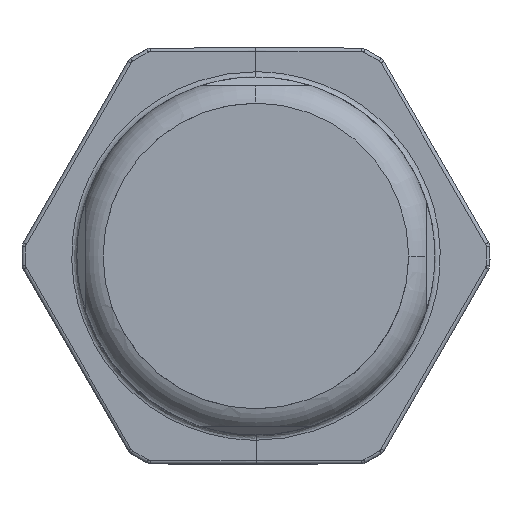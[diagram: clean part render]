
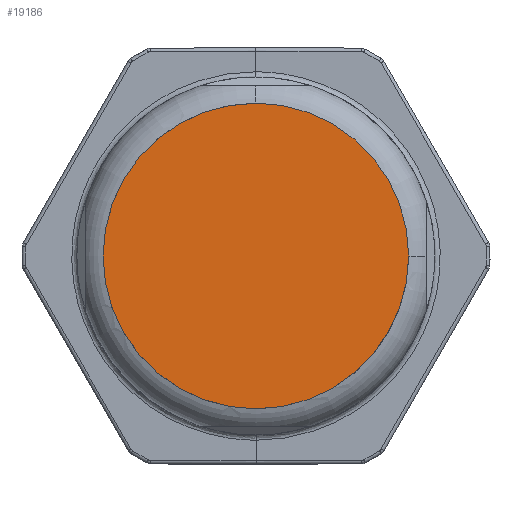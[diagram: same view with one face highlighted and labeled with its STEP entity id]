
A CAD part, front view. The second image highlights one B-rep face of the part: STEP entity #19186.
In plain terms, the highlighted planar face has unit normal (0, -1, 0).
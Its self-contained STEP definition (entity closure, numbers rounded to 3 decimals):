
#464=CARTESIAN_POINT('',(0.,-20.05,0.));
#465=DIRECTION('',(0.,1.,0.));
#466=DIRECTION('',(-1.,0.,0.));
#467=AXIS2_PLACEMENT_3D('',#464,#465,#466);
#469=CARTESIAN_POINT('',(0.,-20.05,0.));
#470=DIRECTION('',(0.,1.,0.));
#471=DIRECTION('',(1.,0.,0.));
#472=AXIS2_PLACEMENT_3D('',#469,#470,#471);
#15820=CARTESIAN_POINT('',(8.75,-20.05,0.));
#15821=VERTEX_POINT('',#15820);
#15822=CARTESIAN_POINT('',(-8.75,-20.05,0.));
#15823=VERTEX_POINT('',#15822);
#19177=CARTESIAN_POINT('',(0.,-20.05,0.));
#19178=DIRECTION('',(0.,-1.,0.));
#19179=DIRECTION('',(-1.,0.,0.));
#19180=AXIS2_PLACEMENT_3D('',#19177,#19178,#19179);
#19181=PLANE('',#19180);
#19182=ORIENTED_EDGE('',*,*,#19020,.T.);
#19183=ORIENTED_EDGE('',*,*,#19170,.T.);
#19184=EDGE_LOOP('',(#19182,#19183));
#19185=FACE_OUTER_BOUND('',#19184,.F.);
#19186=ADVANCED_FACE('',(#19185),#19181,.T.);
#468=CIRCLE('',#467,8.75);
#473=CIRCLE('',#472,8.75);
#19020=EDGE_CURVE('',#15823,#15821,#468,.T.);
#19170=EDGE_CURVE('',#15821,#15823,#473,.T.);
